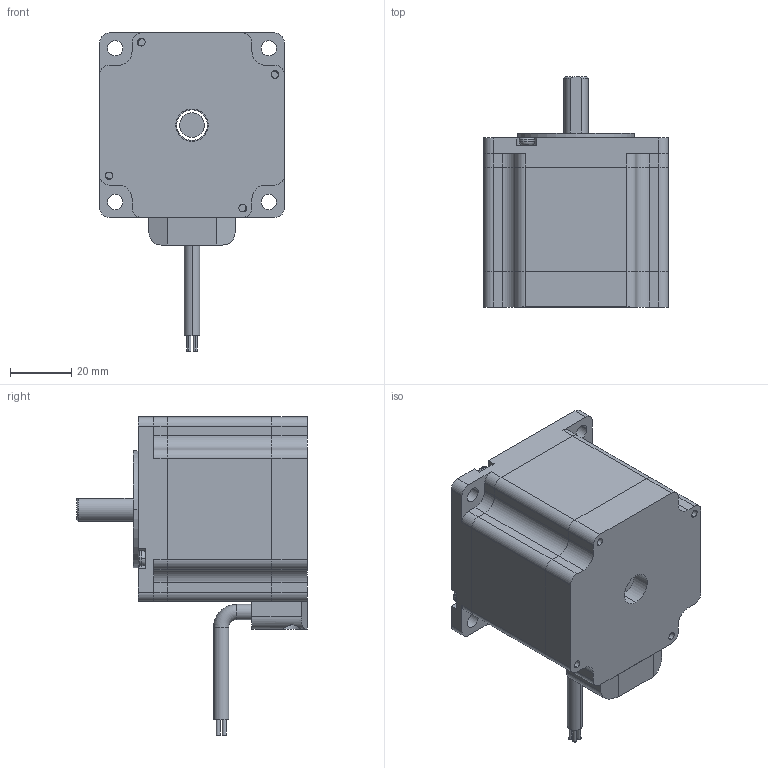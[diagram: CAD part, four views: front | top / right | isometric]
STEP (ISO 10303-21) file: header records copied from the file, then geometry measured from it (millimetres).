
FILE_DESCRIPTION (( 'STEP AP214' ), '1' );
FILE_NAME ('60BYGH356-3003A.STEP', '2022-02-10T02:56:46', ( '' ), ( '' ), 'SwSTEP 2.0', 'SolidWorks 2020', '' );
FILE_SCHEMA (( 'AUTOMOTIVE_DESIGN' ));
Length unit declared in the file: millimetre
Products named in the file (7): M3蹟隊; 揤盄裔; 60H255-08-30粣; 60BYGH356-3003A; 60ヶ傷裔; 60隅赽36.5; 60綴傷裔
Assembly tree (9 placements, depth 2):
  60BYGH356-3003A
    60隅赽36.5
    60綴傷裔
    60H255-08-30粣
    60ヶ傷裔
    M3蹟隊  x4
    揤盄裔
Bounding box: 60 x 75 x 103.5 mm (x, y, z)
Volume: 181258.8 mm3; surface area: 41619.6 mm2
Topology: 9 solids, 9 shells, 283 faces, 731 edges, 476 vertices
Faces by surface type: cylinder 138, plane 125, torus 18, cone 2
Entity records: 7592 total; most frequent: CARTESIAN_POINT 1235, DIRECTION 1230, ORIENTED_EDGE 1120, EDGE_CURVE 560, AXIS2_PLACEMENT_3D 453, VERTEX_POINT 368, LINE 324, VECTOR 324
